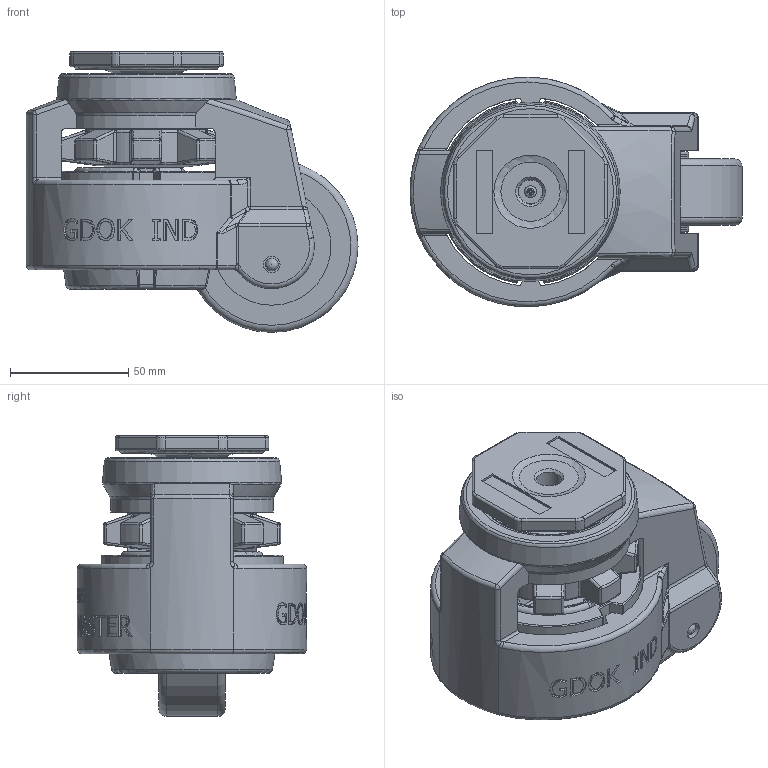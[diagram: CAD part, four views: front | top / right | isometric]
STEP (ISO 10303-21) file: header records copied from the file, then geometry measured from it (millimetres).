
FILE_DESCRIPTION((''),'2;1');
FILE_NAME('GD-100S.stp','2010-12-27T17:06:30',('Administrator'),(''),'Autodesk Inventor 2009','Autodesk Inventor 2009','');
FILE_SCHEMA(('AUTOMOTIVE_DESIGN { 1 0 10303 214 1 1 1 1 }'));
Length unit declared in the file: millimetre
Products named in the file (1): GD-100S
Bounding box: 140.5 x 97.04 x 118.86 mm (x, y, z)
Volume: 580175.1 mm3; surface area: 132186.7 mm2
Topology: 7 solids, 7 shells, 1590 faces, 4239 edges, 2671 vertices
Faces by surface type: bspline 511, plane 468, cylinder 306, cone 136, torus 121, sphere 48
Full cylindrical faces by diameter (mm): 1 x2, 2.4 x1, 3 x3, 5 x1, 7 x2, 8.5 x1, 10 x1, 10.5 x1, 12 x4, 15 x1, 16 x1, 19.8 x2, 20 x1, 27 x2, 28 x2, 30 x1, 41.6 x1, 42.6 x1, 42.7 x1, 43 x1, 50 x2, 73 x1
Entity records: 122462 total; most frequent: CARTESIAN_POINT 85596, ORIENTED_EDGE 8090, DIRECTION 7196, EDGE_CURVE 4045, AXIS2_PLACEMENT_3D 2983, VERTEX_POINT 2627, EDGE_LOOP 1766, CIRCLE 1714
